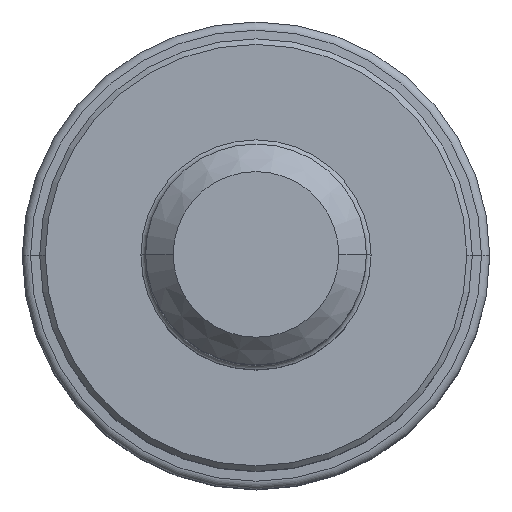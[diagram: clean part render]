
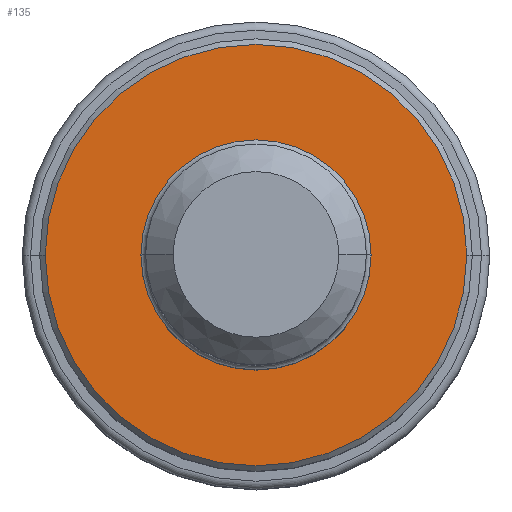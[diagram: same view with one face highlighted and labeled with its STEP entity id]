
A CAD part, top view. The second image highlights one B-rep face of the part: STEP entity #135.
In plain terms, the highlighted planar face has unit normal (0, 0, 1).
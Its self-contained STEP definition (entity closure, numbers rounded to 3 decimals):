
#43=PLANE('',#1399);
#48=FACE_BOUND('',#316,.T.);
#49=FACE_BOUND('',#317,.T.);
#135=ADVANCED_FACE('',(#48,#49),#43,.F.);
#316=EDGE_LOOP('',(#504,#505));
#317=EDGE_LOOP('',(#506,#507));
#504=ORIENTED_EDGE('',*,*,#826,.T.);
#505=ORIENTED_EDGE('',*,*,#827,.T.);
#506=ORIENTED_EDGE('',*,*,#828,.T.);
#507=ORIENTED_EDGE('',*,*,#829,.T.);
#710=VERTEX_POINT('',#2198);
#711=VERTEX_POINT('',#2199);
#712=VERTEX_POINT('',#2202);
#713=VERTEX_POINT('',#2203);
#826=EDGE_CURVE('',#710,#711,#973,.T.);
#827=EDGE_CURVE('',#711,#710,#974,.T.);
#828=EDGE_CURVE('',#712,#713,#975,.T.);
#829=EDGE_CURVE('',#713,#712,#976,.T.);
#973=CIRCLE('',#1395,11.45);
#974=CIRCLE('',#1396,11.45);
#975=CIRCLE('',#1397,6.25);
#976=CIRCLE('',#1398,6.25);
#1395=AXIS2_PLACEMENT_3D('',#2197,#1730,#1731);
#1396=AXIS2_PLACEMENT_3D('',#2200,#1732,#1733);
#1397=AXIS2_PLACEMENT_3D('',#2201,#1734,#1735);
#1398=AXIS2_PLACEMENT_3D('',#2204,#1736,#1737);
#1399=AXIS2_PLACEMENT_3D('',#2205,#1738,#1739);
#1730=DIRECTION('',(0.,0.,1.));
#1731=DIRECTION('',(-1.,0.,0.));
#1732=DIRECTION('',(0.,0.,1.));
#1733=DIRECTION('',(1.,0.,0.));
#1734=DIRECTION('',(0.,0.,-1.));
#1735=DIRECTION('',(1.,0.,0.));
#1736=DIRECTION('',(0.,0.,-1.));
#1737=DIRECTION('',(-1.,0.,0.));
#1738=DIRECTION('',(0.,0.,-1.));
#1739=DIRECTION('',(1.,0.,0.));
#2197=CARTESIAN_POINT('',(0.,0.,0.));
#2198=CARTESIAN_POINT('',(-11.45,0.,0.));
#2199=CARTESIAN_POINT('',(11.45,0.,0.));
#2200=CARTESIAN_POINT('',(0.,0.,0.));
#2201=CARTESIAN_POINT('',(0.,0.,0.));
#2202=CARTESIAN_POINT('',(6.25,0.,0.));
#2203=CARTESIAN_POINT('',(-6.25,0.,0.));
#2204=CARTESIAN_POINT('',(0.,0.,0.));
#2205=CARTESIAN_POINT('',(0.,0.,0.));
